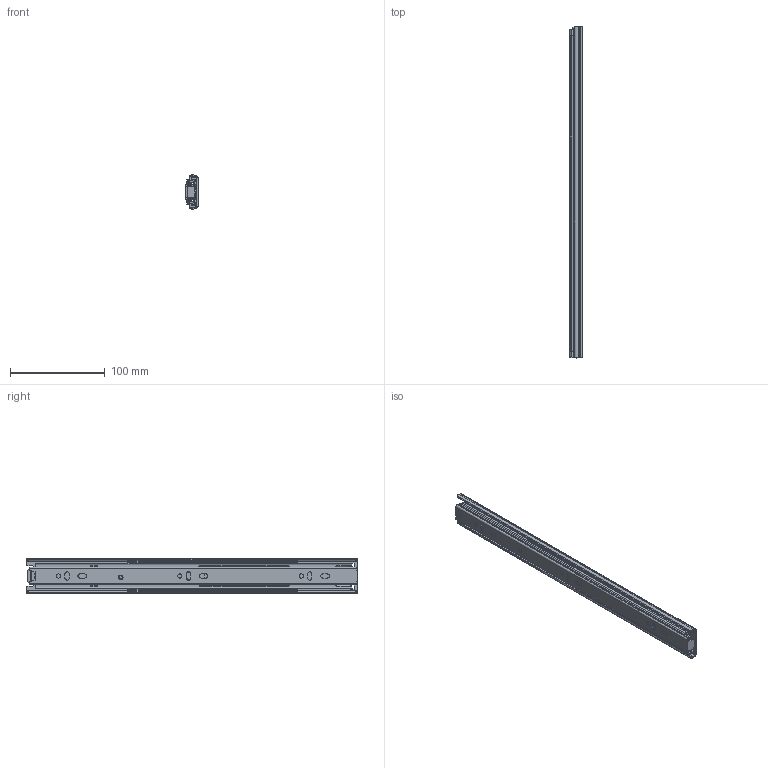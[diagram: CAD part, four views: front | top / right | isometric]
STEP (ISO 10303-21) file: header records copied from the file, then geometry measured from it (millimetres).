
FILE_DESCRIPTION((''),'2;1');
FILE_NAME('ASM0001_ASM','2017-01-21T',('Genhom Lau'),(''),'CREO PARAMETRIC BY PTC INC, 2014190','CREO PARAMETRIC BY PTC INC, 2014190','');
FILE_SCHEMA(('CONFIG_CONTROL_DESIGN'));
Length unit declared in the file: millimetre
Products named in the file (12): 36_OUTER; 36_BUMPER; 36_MID; 36_STOP; 36_INNER; BALLCAGE; BAL; BALL-CAGE_ASM; PLASTIC; BALL1; PLASTICBALL_ASM; ASM0001_ASM
Assembly tree (21 placements, depth 3):
  ASM0001_ASM
    36_OUTER
    36_BUMPER
    36_MID
    36_STOP
    36_INNER
    BALL-CAGE_ASM  x4
      BALLCAGE
      BAL
    PLASTICBALL_ASM  x2
      PLASTIC
      BALL1
Bounding box: 12.7 x 350 x 36.3 mm (x, y, z)
Volume: 55959 mm3; surface area: 99916.2 mm2
Topology: 11 solids, 35 shells, 787 faces, 2311 edges, 1480 vertices
Faces by surface type: cylinder 362, plane 357, sphere 48, torus 16, extrusion 2, cone 2
Entity records: 18319 total; most frequent: CARTESIAN_POINT 3594, ORIENTED_EDGE 3070, DIRECTION 3047, EDGE_CURVE 1535, AXIS2_PLACEMENT_3D 1043, VERTEX_POINT 1016, VECTOR 961, LINE 959
